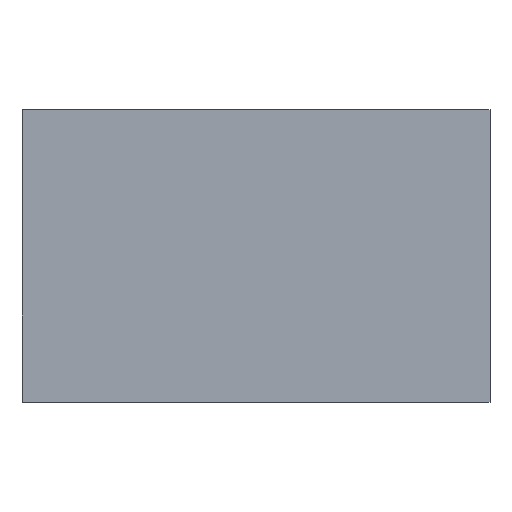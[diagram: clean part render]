
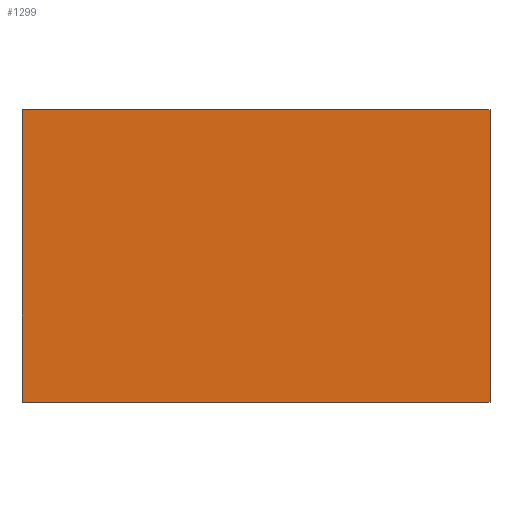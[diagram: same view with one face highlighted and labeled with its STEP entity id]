
A CAD part, top view. The second image highlights one B-rep face of the part: STEP entity #1299.
In plain terms, the highlighted planar face has unit normal (0, 0, 1).
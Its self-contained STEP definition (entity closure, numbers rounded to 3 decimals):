
#136=FACE_OUTER_BOUND('',#211,.T.);
#211=EDGE_LOOP('',(#1193,#1194,#1195,#1196));
#313=LINE('',#2540,#420);
#315=LINE('',#2544,#422);
#317=LINE('',#2548,#424);
#319=LINE('',#2551,#426);
#420=VECTOR('',#1500,10.);
#422=VECTOR('',#1504,10.);
#424=VECTOR('',#1508,10.);
#426=VECTOR('',#1512,10.);
#631=VERTEX_POINT('',#2537);
#632=VERTEX_POINT('',#2539);
#633=VERTEX_POINT('',#2543);
#634=VERTEX_POINT('',#2547);
#817=EDGE_CURVE('',#631,#632,#313,.T.);
#819=EDGE_CURVE('',#632,#633,#315,.T.);
#821=EDGE_CURVE('',#633,#634,#317,.T.);
#823=EDGE_CURVE('',#634,#631,#319,.T.);
#1193=ORIENTED_EDGE('',*,*,#817,.F.);
#1194=ORIENTED_EDGE('',*,*,#823,.F.);
#1195=ORIENTED_EDGE('',*,*,#821,.F.);
#1196=ORIENTED_EDGE('',*,*,#819,.F.);
#1229=PLANE('',#1348);
#1299=ADVANCED_FACE('',(#136),#1229,.T.);
#1348=AXIS2_PLACEMENT_3D('',#2552,#1513,#1514);
#1500=DIRECTION('',(0.,-1.,0.));
#1504=DIRECTION('',(-1.,0.,0.));
#1508=DIRECTION('',(0.,1.,0.));
#1512=DIRECTION('',(1.,0.,0.));
#1513=DIRECTION('center_axis',(0.,0.,1.));
#1514=DIRECTION('ref_axis',(1.,0.,0.));
#2537=CARTESIAN_POINT('',(1.,0.625,0.5));
#2539=CARTESIAN_POINT('',(1.,-0.625,0.5));
#2540=CARTESIAN_POINT('',(1.,0.625,0.5));
#2543=CARTESIAN_POINT('',(-1.,-0.625,0.5));
#2544=CARTESIAN_POINT('',(1.,-0.625,0.5));
#2547=CARTESIAN_POINT('',(-1.,0.625,0.5));
#2548=CARTESIAN_POINT('',(-1.,-0.625,0.5));
#2551=CARTESIAN_POINT('',(-1.,0.625,0.5));
#2552=CARTESIAN_POINT('Origin',(0.,0.,0.5));
